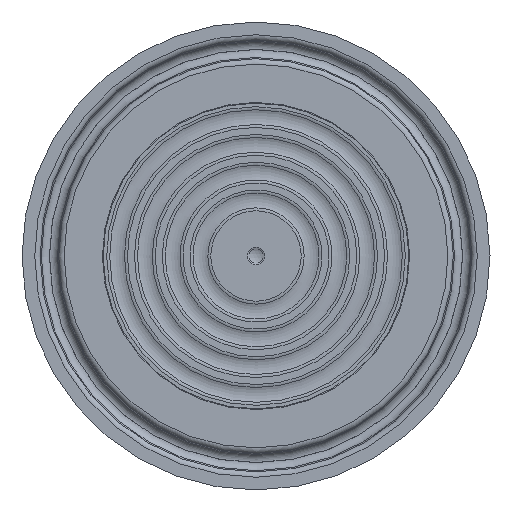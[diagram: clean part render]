
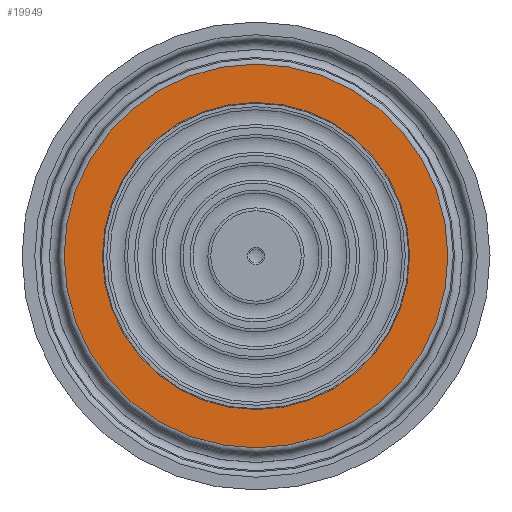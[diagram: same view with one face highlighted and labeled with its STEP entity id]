
A CAD part, left-side view. The second image highlights one B-rep face of the part: STEP entity #19949.
In plain terms, the highlighted planar face has unit normal (-1, 0, 0).
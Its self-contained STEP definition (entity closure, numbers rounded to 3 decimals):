
#272=FACE_BOUND('',#3274,.T.);
#962=PLANE('',#21355);
#2085=FACE_OUTER_BOUND('',#3273,.T.);
#3273=EDGE_LOOP('',(#18340));
#3274=EDGE_LOOP('',(#18341));
#3991=CIRCLE('',#21352,21.);
#3993=CIRCLE('',#21356,26.242);
#9270=VERTEX_POINT('',#63402);
#9272=VERTEX_POINT('',#63409);
#12304=EDGE_CURVE('',#9270,#9270,#3991,.T.);
#12307=EDGE_CURVE('',#9272,#9272,#3993,.T.);
#18340=ORIENTED_EDGE('',*,*,#12307,.F.);
#18341=ORIENTED_EDGE('',*,*,#12304,.T.);
#19949=ADVANCED_FACE('',(#2085,#272),#962,.T.);
#21352=AXIS2_PLACEMENT_3D('',#63403,#24943,#24944);
#21355=AXIS2_PLACEMENT_3D('',#63408,#24950,#24951);
#21356=AXIS2_PLACEMENT_3D('',#63410,#24952,#24953);
#24943=DIRECTION('center_axis',(1.,0.,0.));
#24944=DIRECTION('ref_axis',(0.,1.,0.));
#24950=DIRECTION('center_axis',(-1.,0.,0.));
#24951=DIRECTION('ref_axis',(0.,0.,1.));
#24952=DIRECTION('center_axis',(1.,0.,0.));
#24953=DIRECTION('ref_axis',(0.,0.,-1.));
#63402=CARTESIAN_POINT('',(0.,-21.,0.));
#63403=CARTESIAN_POINT('Origin',(0.,0.,
0.));
#63408=CARTESIAN_POINT('Origin',(0.,26.242,
0.));
#63409=CARTESIAN_POINT('',(0.,0.,
26.242));
#63410=CARTESIAN_POINT('Origin',(0.,0.,
0.));
